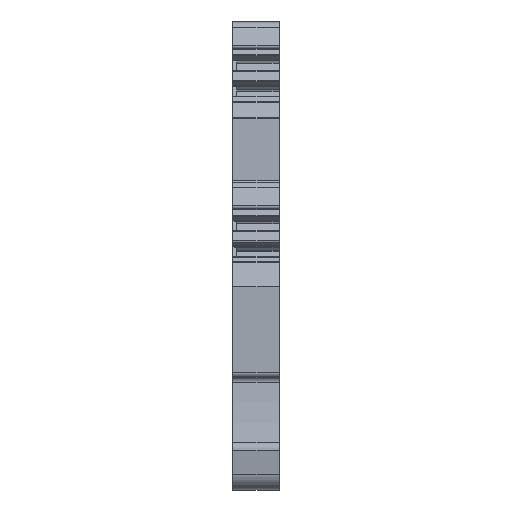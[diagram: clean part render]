
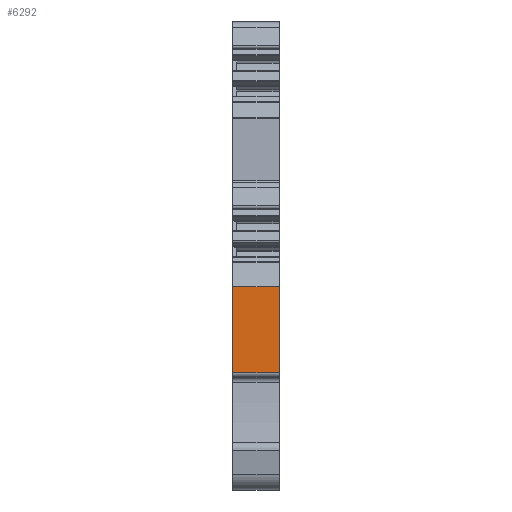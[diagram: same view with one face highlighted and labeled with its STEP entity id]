
A CAD part, front view. The second image highlights one B-rep face of the part: STEP entity #6292.
In plain terms, the highlighted planar face has unit normal (0, -1, 0).
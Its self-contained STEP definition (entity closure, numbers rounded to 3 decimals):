
#6279=AXIS2_PLACEMENT_3D('Plane Axis2P3D',#6276,#6277,#6278) ;
#763=CARTESIAN_POINT('Vertex',(0.,-0.018,12.95)) ;
#766=CARTESIAN_POINT('Line Origine',(0.,-0.018,17.71)) ;
#770=CARTESIAN_POINT('Vertex',(0.,-0.018,22.47)) ;
#2050=CARTESIAN_POINT('Vertex',(5.1,-0.018,22.47)) ;
#2053=CARTESIAN_POINT('Line Origine',(5.1,-0.018,17.71)) ;
#2057=CARTESIAN_POINT('Vertex',(5.1,-0.018,12.95)) ;
#6264=CARTESIAN_POINT('Line Origine',(2.55,-0.018,12.95)) ;
#6276=CARTESIAN_POINT('Axis2P3D Location',(0.,-0.018,17.182)) ;
#6281=CARTESIAN_POINT('Line Origine',(2.55,-0.018,22.47)) ;
#767=DIRECTION('Vector Direction',(0.,0.,1.)) ;
#2054=DIRECTION('Vector Direction',(0.,0.,1.)) ;
#6265=DIRECTION('Vector Direction',(-1.,0.,0.)) ;
#6277=DIRECTION('Axis2P3D Direction',(0.,-1.,0.)) ;
#6278=DIRECTION('Axis2P3D XDirection',(0.,0.,1.)) ;
#6282=DIRECTION('Vector Direction',(-1.,0.,0.)) ;
#768=VECTOR('Line Direction',#767,1.) ;
#2055=VECTOR('Line Direction',#2054,1.) ;
#6266=VECTOR('Line Direction',#6265,1.) ;
#6283=VECTOR('Line Direction',#6282,1.) ;
#6287=ORIENTED_EDGE('',*,*,#2059,.F.) ;
#6288=ORIENTED_EDGE('',*,*,#6285,.T.) ;
#6289=ORIENTED_EDGE('',*,*,#772,.F.) ;
#6290=ORIENTED_EDGE('',*,*,#6268,.F.) ;
#6292=ADVANCED_FACE('V1',(#6291),#6280,.T.) ;
#772=EDGE_CURVE('',#764,#771,#769,.T.) ;
#2059=EDGE_CURVE('',#2051,#2058,#2056,.F.) ;
#6268=EDGE_CURVE('',#2058,#764,#6267,.T.) ;
#6285=EDGE_CURVE('',#2051,#771,#6284,.T.) ;
#6286=EDGE_LOOP('',(#6287,#6288,#6289,#6290)) ;
#6291=FACE_OUTER_BOUND('',#6286,.T.) ;
#769=LINE('Line',#766,#768) ;
#2056=LINE('Line',#2053,#2055) ;
#6267=LINE('Line',#6264,#6266) ;
#6284=LINE('Line',#6281,#6283) ;
#6280=PLANE('',#6279) ;
#764=VERTEX_POINT('',#763) ;
#771=VERTEX_POINT('',#770) ;
#2051=VERTEX_POINT('',#2050) ;
#2058=VERTEX_POINT('',#2057) ;
